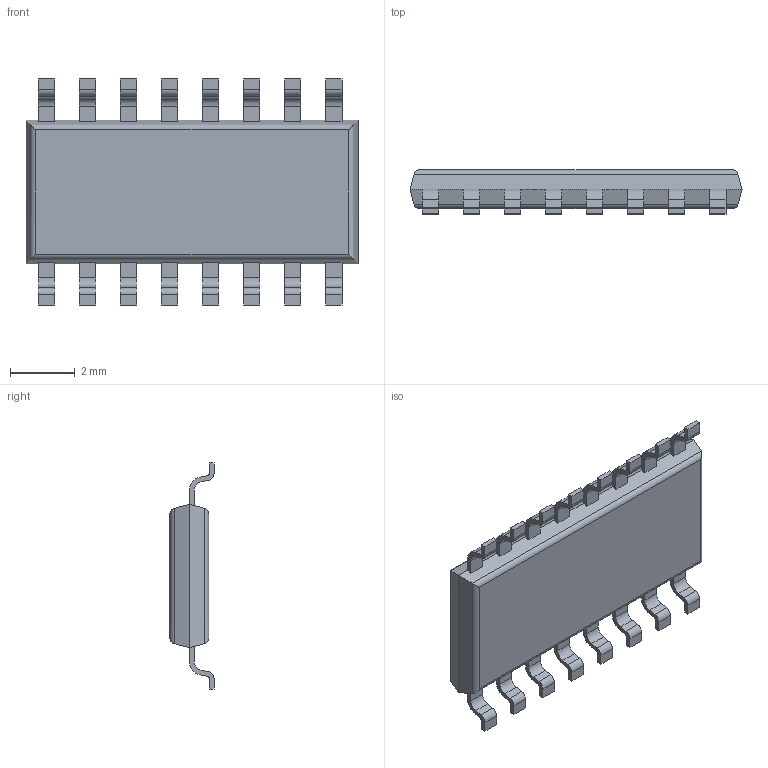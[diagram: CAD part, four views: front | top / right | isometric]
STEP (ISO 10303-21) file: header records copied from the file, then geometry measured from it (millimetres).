
FILE_DESCRIPTION (( 'STEP AP203' ), '1' );
FILE_NAME ('SOIC16.STEP', '2017-01-26T12:39:24', ( 'User' ), ( 'Hewlett-Packard Company' ), 'SwSTEP 2.0', 'SolidWorks 2006303', '' );
FILE_SCHEMA (( 'CONFIG_CONTROL_DESIGN' ));
Length unit declared in the file: millimetre
Products named in the file (1): SOIC16
Bounding box: 10.28 x 1.37 x 7 mm (x, y, z)
Volume: 53.9 mm3; surface area: 153.9 mm2
Topology: 17 solids, 17 shells, 245 faces, 618 edges, 408 vertices
Faces by surface type: plane 171, cylinder 74
Entity records: 7353 total; most frequent: CARTESIAN_POINT 1296, ORIENTED_EDGE 1236, DIRECTION 1234, EDGE_CURVE 618, LINE 478, VECTOR 478, VERTEX_POINT 408, AXIS2_PLACEMENT_3D 378
